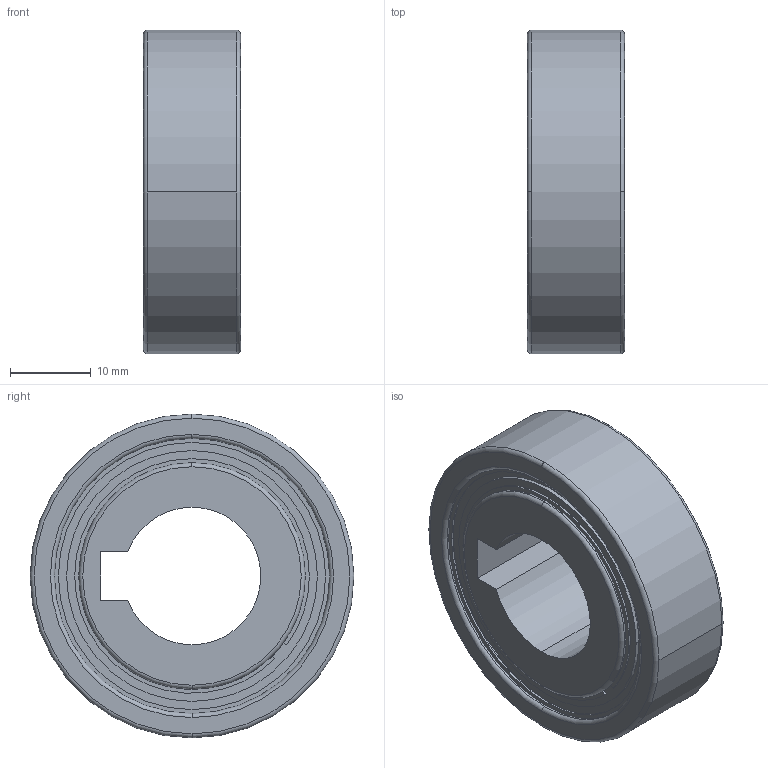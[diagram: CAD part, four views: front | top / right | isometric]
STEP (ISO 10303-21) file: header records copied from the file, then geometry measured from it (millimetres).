
FILE_DESCRIPTION(('STEP AP214'),'1');
FILE_NAME('us17.stp','2019-09-14T09:40:29',('TraceParts'),('TraceParts S.A.'),'Spatial InterOp 3D',' ',' ');
FILE_SCHEMA(('AUTOMOTIVE_DESIGN { 1 0 10303 214 1 1 1 1 }'));
Length unit declared in the file: millimetre
Products named in the file (1): us17
Bounding box: 12 x 40 x 40 mm (x, y, z)
Volume: 11417.7 mm3; surface area: 4918.1 mm2
Topology: 1 solids, 1 shells, 64 faces, 162 edges, 110 vertices
Faces by surface type: cylinder 31, plane 21, torus 12
Entity records: 2021 total; most frequent: DIRECTION 400, CARTESIAN_POINT 337, ORIENTED_EDGE 324, AXIS2_PLACEMENT_3D 173, EDGE_CURVE 162, VERTEX_POINT 110, CIRCLE 108, EDGE_LOOP 76
